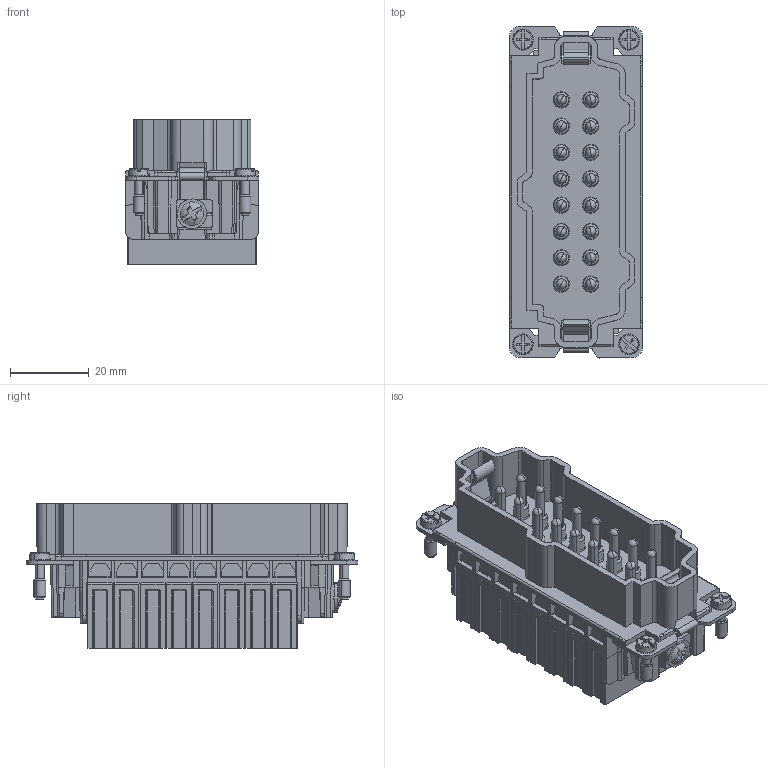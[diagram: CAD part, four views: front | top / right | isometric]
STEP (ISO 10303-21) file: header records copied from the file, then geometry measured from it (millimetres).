
FILE_DESCRIPTION(('CATIA V5 STEP Exchange','CAx-IF Rec.Pracs.--- Model Styling and Organization---1.4--- 2014-01-23'),'2;1');
FILE_NAME ('1114754-3_1', '2023-03-06T06:32:09+00:00', ('none'), ('Weidmueller'), 'CATIA Version 5-6 Release 2016 SP3 HF44', 'CATIA V5 STEP AP214', 'none');
FILE_SCHEMA(('AUTOMOTIVE_DESIGN { 1 0 10303 214 1 1 1 1 }'));
Products named in the file (1): 2666980000
Bounding box: 34 x 84.5 x 36.9 mm (x, y, z)
Volume: 48718.8 mm3; surface area: 30767.1 mm2
Topology: 3 solids, 38 shells, 3543 faces, 10040 edges, 6642 vertices
Faces by surface type: plane 2038, cylinder 1171, cone 176, torus 136, extrusion 10, bspline 8, sphere 4
Entity records: 110867 total; most frequent: CARTESIAN_POINT 24319, ORIENTED_EDGE 20080, DIRECTION 14266, EDGE_CURVE 10040, VECTOR 6794, LINE 6784, VERTEX_POINT 6642, AXIS2_PLACEMENT_3D 4967
